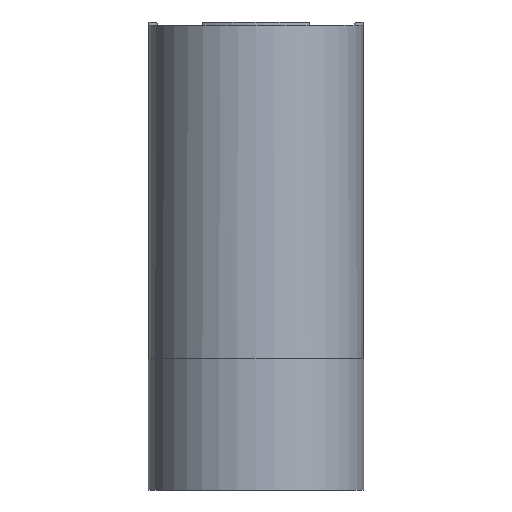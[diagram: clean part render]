
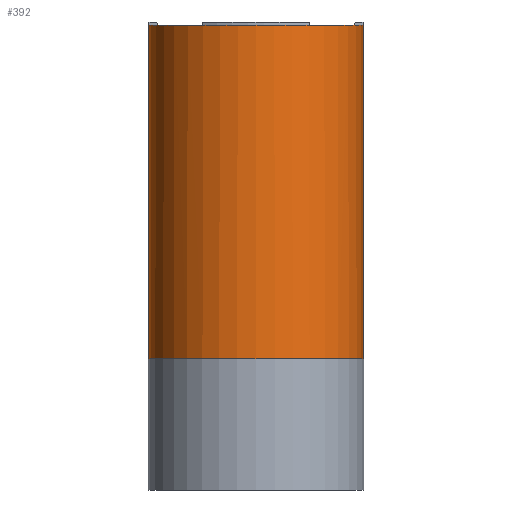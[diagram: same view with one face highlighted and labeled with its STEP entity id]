
A CAD part, front view. The second image highlights one B-rep face of the part: STEP entity #392.
In plain terms, the highlighted cylindrical face has radius 25.275 mm (diameter 50.55 mm), a partial arc.
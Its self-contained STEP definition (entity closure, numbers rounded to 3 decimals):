
#9 = AXIS2_PLACEMENT_3D ( 'NONE', #897, #61, #189 ) ;
#27 = CIRCLE ( 'NONE', #411, 25.275 ) ;
#43 = CARTESIAN_POINT ( 'NONE',  ( 0., 0., -71.842 ) ) ;
#51 = EDGE_CURVE ( 'NONE', #622, #887, #347, .T. ) ;
#61 = DIRECTION ( 'NONE',  ( 0., 0., 1. ) ) ;
#67 = ORIENTED_EDGE ( 'NONE', *, *, #405, .T. ) ;
#70 = AXIS2_PLACEMENT_3D ( 'NONE', #43, #576, #590 ) ;
#76 = CARTESIAN_POINT ( 'NONE',  ( 0., 0., 31. ) ) ;
#79 = DIRECTION ( 'NONE',  ( 1., 0., 0. ) ) ;
#94 = CARTESIAN_POINT ( 'NONE',  ( -25.273, -0.318, 110.49 ) ) ;
#101 = EDGE_CURVE ( 'NONE', #329, #887, #742, .T. ) ;
#111 = FACE_OUTER_BOUND ( 'NONE', #317, .T. ) ;
#125 = VERTEX_POINT ( 'NONE', #740 ) ;
#136 = VECTOR ( 'NONE', #197, 1000. ) ;
#144 = EDGE_CURVE ( 'NONE', #683, #509, #889, .T. ) ;
#157 = LINE ( 'NONE', #214, #763 ) ;
#181 = EDGE_CURVE ( 'NONE', #622, #640, #851, .T. ) ;
#189 = DIRECTION ( 'NONE',  ( 1., 0., 0. ) ) ;
#197 = DIRECTION ( 'NONE',  ( 0., 0., 1. ) ) ;
#214 = CARTESIAN_POINT ( 'NONE',  ( -25.275, 0., -71.842 ) ) ;
#238 = LINE ( 'NONE', #595, #136 ) ;
#239 = ORIENTED_EDGE ( 'NONE', *, *, #685, .F. ) ;
#258 = ORIENTED_EDGE ( 'NONE', *, *, #260, .F. ) ;
#260 = EDGE_CURVE ( 'NONE', #569, #125, #27, .T. ) ;
#271 = VECTOR ( 'NONE', #646, 1000. ) ;
#282 = CARTESIAN_POINT ( 'NONE',  ( 0., 0., 110.49 ) ) ;
#296 = ORIENTED_EDGE ( 'NONE', *, *, #181, .F. ) ;
#317 = EDGE_LOOP ( 'NONE', ( #662, #757, #67, #296, #801, #824, #239, #258 ) ) ;
#329 = VERTEX_POINT ( 'NONE', #522 ) ;
#347 = LINE ( 'NONE', #534, #671 ) ;
#383 = CYLINDRICAL_SURFACE ( 'NONE', #70, 25.275 ) ;
#391 = DIRECTION ( 'NONE',  ( 0., 0., -1. ) ) ;
#392 = ADVANCED_FACE ( 'NONE', ( #111 ), #383, .T. ) ;
#405 = EDGE_CURVE ( 'NONE', #683, #640, #238, .T. ) ;
#411 = AXIS2_PLACEMENT_3D ( 'NONE', #501, #781, #437 ) ;
#437 = DIRECTION ( 'NONE',  ( -1., 0., 0. ) ) ;
#485 = CARTESIAN_POINT ( 'NONE',  ( 25.275, 0., 110.49 ) ) ;
#501 = CARTESIAN_POINT ( 'NONE',  ( 0., 0., 110.49 ) ) ;
#504 = CARTESIAN_POINT ( 'NONE',  ( -25.275, 0., 110.49 ) ) ;
#505 = DIRECTION ( 'NONE',  ( 0., 0., 1. ) ) ;
#509 = VERTEX_POINT ( 'NONE', #550 ) ;
#522 = CARTESIAN_POINT ( 'NONE',  ( -25.273, -0.318, 109.73 ) ) ;
#534 = CARTESIAN_POINT ( 'NONE',  ( 25.273, -0.318, 110.49 ) ) ;
#550 = CARTESIAN_POINT ( 'NONE',  ( -25.275, 0., 31. ) ) ;
#569 = VERTEX_POINT ( 'NONE', #504 ) ;
#572 = DIRECTION ( 'NONE',  ( 0., 0., 1. ) ) ;
#575 = LINE ( 'NONE', #94, #271 ) ;
#576 = DIRECTION ( 'NONE',  ( 0., 0., 1. ) ) ;
#590 = DIRECTION ( 'NONE',  ( 1., 0., 0. ) ) ;
#595 = CARTESIAN_POINT ( 'NONE',  ( 25.275, 0., -71.842 ) ) ;
#604 = EDGE_CURVE ( 'NONE', #509, #569, #157, .T. ) ;
#622 = VERTEX_POINT ( 'NONE', #853 ) ;
#640 = VERTEX_POINT ( 'NONE', #485 ) ;
#646 = DIRECTION ( 'NONE',  ( 0., 0., -1. ) ) ;
#662 = ORIENTED_EDGE ( 'NONE', *, *, #604, .F. ) ;
#671 = VECTOR ( 'NONE', #883, 1000. ) ;
#673 = DIRECTION ( 'NONE',  ( 1., 0., 0. ) ) ;
#683 = VERTEX_POINT ( 'NONE', #714 ) ;
#685 = EDGE_CURVE ( 'NONE', #125, #329, #575, .T. ) ;
#714 = CARTESIAN_POINT ( 'NONE',  ( 25.275, 0., 31. ) ) ;
#718 = AXIS2_PLACEMENT_3D ( 'NONE', #282, #505, #79 ) ;
#740 = CARTESIAN_POINT ( 'NONE',  ( -25.273, -0.318, 110.49 ) ) ;
#742 = CIRCLE ( 'NONE', #9, 25.275 ) ;
#749 = CARTESIAN_POINT ( 'NONE',  ( 25.273, -0.318, 109.73 ) ) ;
#757 = ORIENTED_EDGE ( 'NONE', *, *, #144, .F. ) ;
#762 = AXIS2_PLACEMENT_3D ( 'NONE', #76, #391, #673 ) ;
#763 = VECTOR ( 'NONE', #572, 1000. ) ;
#781 = DIRECTION ( 'NONE',  ( 0., 0., 1. ) ) ;
#801 = ORIENTED_EDGE ( 'NONE', *, *, #51, .T. ) ;
#824 = ORIENTED_EDGE ( 'NONE', *, *, #101, .F. ) ;
#851 = CIRCLE ( 'NONE', #718, 25.275 ) ;
#853 = CARTESIAN_POINT ( 'NONE',  ( 25.273, -0.318, 110.49 ) ) ;
#883 = DIRECTION ( 'NONE',  ( 0., 0., -1. ) ) ;
#887 = VERTEX_POINT ( 'NONE', #749 ) ;
#889 = CIRCLE ( 'NONE', #762, 25.275 ) ;
#897 = CARTESIAN_POINT ( 'NONE',  ( 0., 0., 109.73 ) ) ;
